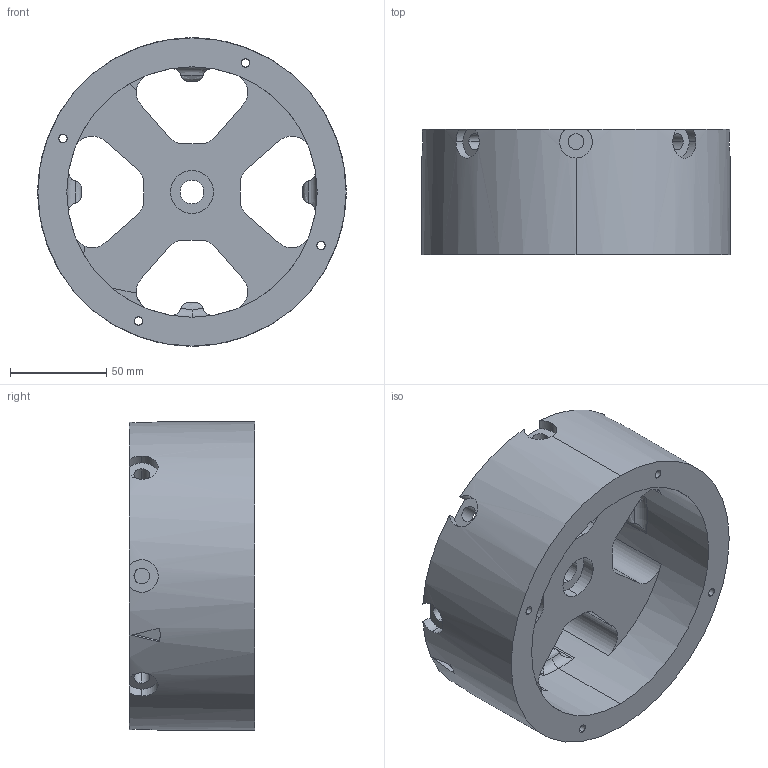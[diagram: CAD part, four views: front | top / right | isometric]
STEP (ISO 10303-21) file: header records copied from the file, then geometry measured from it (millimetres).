
FILE_DESCRIPTION (( 'STEP AP203' ), '1' );
FILE_NAME ('1M2A_Predeterminado_sldprt.STEP', '2024-02-29T15:19:26', ( '' ), ( '' ), 'SwSTEP 2.0', 'SolidWorks 2022', '' );
FILE_SCHEMA (( 'CONFIG_CONTROL_DESIGN' ));
Length unit declared in the file: millimetre
Products named in the file (1): 1M2A_Predeterminado_sldprt
Bounding box: 160 x 65 x 160 mm (x, y, z)
Volume: 637559.8 mm3; surface area: 104962.2 mm2
Topology: 1 solids, 1 shells, 280 faces, 753 edges, 475 vertices
Faces by surface type: plane 168, cylinder 103, torus 5, bspline 4
Entity records: 9754 total; most frequent: CARTESIAN_POINT 2601, ORIENTED_EDGE 1506, DIRECTION 1481, EDGE_CURVE 753, AXIS2_PLACEMENT_3D 543, VERTEX_POINT 475, LINE 395, VECTOR 395
